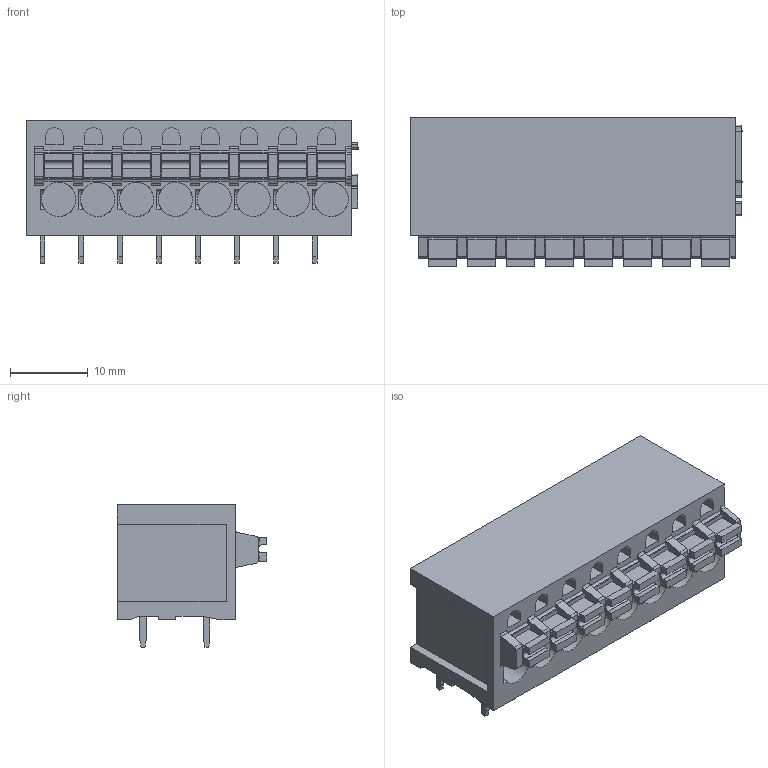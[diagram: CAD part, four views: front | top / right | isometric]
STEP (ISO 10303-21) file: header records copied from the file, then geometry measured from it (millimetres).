
FILE_DESCRIPTION(('CATIA V5 STEP Exchange','CAx-IF Rec.Pracs.--- Model Styling and Organization---1.4--- 2014-01-23'),'2;1');
FILE_NAME ('184598-3_3', '2022-08-11T06:36:01+00:00', ('none'), ('Weidmueller'), 'CATIA Version 5-6 Release 2016 SP3 HF44', 'CATIA V5 STEP AP214', 'none');
FILE_SCHEMA(('AUTOMOTIVE_DESIGN { 1 0 10303 214 1 1 1 1 }'));
Length unit declared in the file: millimetre
Products named in the file (1): 1424830000
Bounding box: 42.65 x 19.2 x 18.3 mm (x, y, z)
Volume: 8672.3 mm3; surface area: 5361.7 mm2
Topology: 25 solids, 25 shells, 582 faces, 1539 edges, 1026 vertices
Faces by surface type: plane 443, cylinder 139
Entity records: 17425 total; most frequent: CARTESIAN_POINT 3112, ORIENTED_EDGE 3078, DIRECTION 2386, EDGE_CURVE 1539, VECTOR 1245, LINE 1245, VERTEX_POINT 1026, AXIS2_PLACEMENT_3D 709
